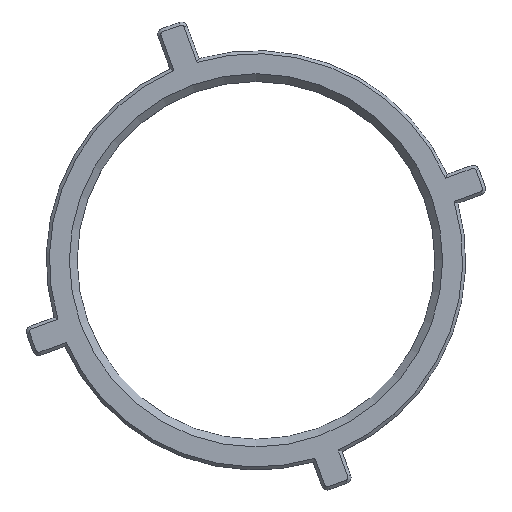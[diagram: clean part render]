
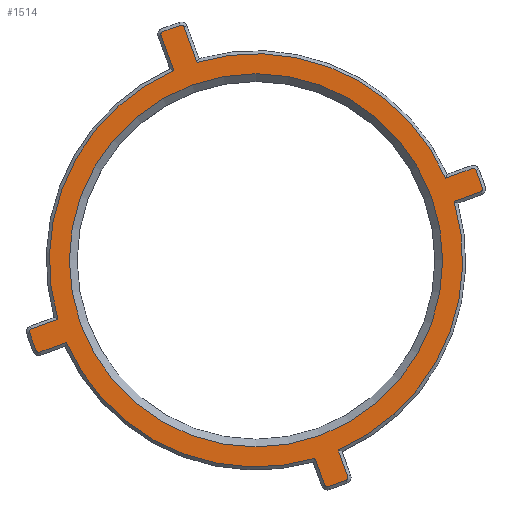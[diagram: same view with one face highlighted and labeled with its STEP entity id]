
A CAD part, top view. The second image highlights one B-rep face of the part: STEP entity #1514.
In plain terms, the highlighted planar face has unit normal (0, 0, 1).
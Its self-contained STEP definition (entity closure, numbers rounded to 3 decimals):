
#85=PLANE('',#1678);
#171=CIRCLE('',#1679,30.25);
#172=CIRCLE('',#1680,33.5);
#173=CIRCLE('',#1681,0.5);
#174=CIRCLE('',#1682,0.5);
#175=CIRCLE('',#1683,33.5);
#176=CIRCLE('',#1684,0.5);
#177=CIRCLE('',#1685,0.5);
#178=CIRCLE('',#1686,33.5);
#179=CIRCLE('',#1687,0.5);
#180=CIRCLE('',#1688,0.5);
#181=CIRCLE('',#1689,33.5);
#182=CIRCLE('',#1690,0.5);
#183=CIRCLE('',#1691,0.5);
#337=ORIENTED_EDGE('',*,*,#735,.T.);
#338=ORIENTED_EDGE('',*,*,#736,.T.);
#339=ORIENTED_EDGE('',*,*,#737,.T.);
#340=ORIENTED_EDGE('',*,*,#738,.T.);
#341=ORIENTED_EDGE('',*,*,#739,.T.);
#342=ORIENTED_EDGE('',*,*,#740,.T.);
#343=ORIENTED_EDGE('',*,*,#741,.T.);
#344=ORIENTED_EDGE('',*,*,#742,.T.);
#345=ORIENTED_EDGE('',*,*,#743,.T.);
#346=ORIENTED_EDGE('',*,*,#744,.T.);
#347=ORIENTED_EDGE('',*,*,#745,.T.);
#348=ORIENTED_EDGE('',*,*,#746,.T.);
#349=ORIENTED_EDGE('',*,*,#747,.T.);
#350=ORIENTED_EDGE('',*,*,#748,.T.);
#351=ORIENTED_EDGE('',*,*,#749,.T.);
#352=ORIENTED_EDGE('',*,*,#750,.T.);
#353=ORIENTED_EDGE('',*,*,#751,.T.);
#354=ORIENTED_EDGE('',*,*,#752,.T.);
#355=ORIENTED_EDGE('',*,*,#753,.T.);
#356=ORIENTED_EDGE('',*,*,#754,.T.);
#357=ORIENTED_EDGE('',*,*,#755,.T.);
#358=ORIENTED_EDGE('',*,*,#756,.T.);
#359=ORIENTED_EDGE('',*,*,#757,.T.);
#360=ORIENTED_EDGE('',*,*,#758,.T.);
#361=ORIENTED_EDGE('',*,*,#759,.T.);
#735=EDGE_CURVE('',#941,#941,#171,.T.);
#736=EDGE_CURVE('',#942,#943,#1038,.F.);
#737=EDGE_CURVE('',#943,#944,#172,.F.);
#738=EDGE_CURVE('',#944,#945,#1039,.F.);
#739=EDGE_CURVE('',#945,#946,#173,.F.);
#740=EDGE_CURVE('',#946,#947,#1040,.F.);
#741=EDGE_CURVE('',#947,#948,#174,.F.);
#742=EDGE_CURVE('',#948,#949,#1041,.F.);
#743=EDGE_CURVE('',#949,#950,#175,.F.);
#744=EDGE_CURVE('',#950,#951,#1042,.F.);
#745=EDGE_CURVE('',#951,#952,#176,.F.);
#746=EDGE_CURVE('',#952,#953,#1043,.F.);
#747=EDGE_CURVE('',#953,#954,#177,.F.);
#748=EDGE_CURVE('',#954,#955,#1044,.F.);
#749=EDGE_CURVE('',#955,#956,#178,.F.);
#750=EDGE_CURVE('',#956,#957,#1045,.F.);
#751=EDGE_CURVE('',#957,#958,#179,.F.);
#752=EDGE_CURVE('',#958,#959,#1046,.F.);
#753=EDGE_CURVE('',#959,#960,#180,.F.);
#754=EDGE_CURVE('',#960,#961,#1047,.F.);
#755=EDGE_CURVE('',#961,#962,#181,.F.);
#756=EDGE_CURVE('',#962,#963,#1048,.F.);
#757=EDGE_CURVE('',#963,#964,#182,.F.);
#758=EDGE_CURVE('',#964,#965,#1049,.F.);
#759=EDGE_CURVE('',#965,#942,#183,.F.);
#941=VERTEX_POINT('',#2475);
#942=VERTEX_POINT('',#2477);
#943=VERTEX_POINT('',#2478);
#944=VERTEX_POINT('',#2480);
#945=VERTEX_POINT('',#2482);
#946=VERTEX_POINT('',#2484);
#947=VERTEX_POINT('',#2486);
#948=VERTEX_POINT('',#2488);
#949=VERTEX_POINT('',#2490);
#950=VERTEX_POINT('',#2492);
#951=VERTEX_POINT('',#2494);
#952=VERTEX_POINT('',#2496);
#953=VERTEX_POINT('',#2498);
#954=VERTEX_POINT('',#2500);
#955=VERTEX_POINT('',#2502);
#956=VERTEX_POINT('',#2504);
#957=VERTEX_POINT('',#2506);
#958=VERTEX_POINT('',#2508);
#959=VERTEX_POINT('',#2510);
#960=VERTEX_POINT('',#2512);
#961=VERTEX_POINT('',#2514);
#962=VERTEX_POINT('',#2516);
#963=VERTEX_POINT('',#2518);
#964=VERTEX_POINT('',#2520);
#965=VERTEX_POINT('',#2522);
#1038=LINE('',#2476,#1154);
#1039=LINE('',#2481,#1155);
#1040=LINE('',#2485,#1156);
#1041=LINE('',#2489,#1157);
#1042=LINE('',#2493,#1158);
#1043=LINE('',#2497,#1159);
#1044=LINE('',#2501,#1160);
#1045=LINE('',#2505,#1161);
#1046=LINE('',#2509,#1162);
#1047=LINE('',#2513,#1163);
#1048=LINE('',#2517,#1164);
#1049=LINE('',#2521,#1165);
#1154=VECTOR('',#1968,1000.);
#1155=VECTOR('',#1971,1000.);
#1156=VECTOR('',#1974,1000.);
#1157=VECTOR('',#1977,1000.);
#1158=VECTOR('',#1980,1000.);
#1159=VECTOR('',#1983,1000.);
#1160=VECTOR('',#1986,1000.);
#1161=VECTOR('',#1989,1000.);
#1162=VECTOR('',#1992,1000.);
#1163=VECTOR('',#1995,1000.);
#1164=VECTOR('',#1998,1000.);
#1165=VECTOR('',#2001,1000.);
#1276=EDGE_LOOP('',(#337));
#1277=EDGE_LOOP('',(#338,#339,#340,#341,#342,#343,#344,#345,#346,#347,#348,
#349,#350,#351,#352,#353,#354,#355,#356,#357,#358,#359,#360,#361));
#1386=FACE_BOUND('',#1276,.T.);
#1387=FACE_BOUND('',#1277,.T.);
#1514=ADVANCED_FACE('',(#1386,#1387),#85,.F.);
#1678=AXIS2_PLACEMENT_3D('',#2473,#1964,#1965);
#1679=AXIS2_PLACEMENT_3D('',#2474,#1966,#1967);
#1680=AXIS2_PLACEMENT_3D('',#2479,#1969,#1970);
#1681=AXIS2_PLACEMENT_3D('',#2483,#1972,#1973);
#1682=AXIS2_PLACEMENT_3D('',#2487,#1975,#1976);
#1683=AXIS2_PLACEMENT_3D('',#2491,#1978,#1979);
#1684=AXIS2_PLACEMENT_3D('',#2495,#1981,#1982);
#1685=AXIS2_PLACEMENT_3D('',#2499,#1984,#1985);
#1686=AXIS2_PLACEMENT_3D('',#2503,#1987,#1988);
#1687=AXIS2_PLACEMENT_3D('',#2507,#1990,#1991);
#1688=AXIS2_PLACEMENT_3D('',#2511,#1993,#1994);
#1689=AXIS2_PLACEMENT_3D('',#2515,#1996,#1997);
#1690=AXIS2_PLACEMENT_3D('',#2519,#1999,#2000);
#1691=AXIS2_PLACEMENT_3D('',#2523,#2002,#2003);
#1964=DIRECTION('',(0.,0.,-1.));
#1965=DIRECTION('',(0.,1.,0.));
#1966=DIRECTION('',(0.,0.,-1.));
#1967=DIRECTION('',(0.,1.,0.));
#1968=DIRECTION('',(-0.342,0.94,0.));
#1969=DIRECTION('',(0.,0.,-1.));
#1970=DIRECTION('',(0.,1.,0.));
#1971=DIRECTION('',(0.94,0.342,0.));
#1972=DIRECTION('',(0.,0.,-1.));
#1973=DIRECTION('',(0.,1.,0.));
#1974=DIRECTION('',(-0.342,0.94,0.));
#1975=DIRECTION('',(0.,0.,-1.));
#1976=DIRECTION('',(0.,1.,0.));
#1977=DIRECTION('',(-0.94,-0.342,0.));
#1978=DIRECTION('',(0.,0.,-1.));
#1979=DIRECTION('',(0.,1.,0.));
#1980=DIRECTION('',(-0.342,0.94,0.));
#1981=DIRECTION('',(0.,0.,-1.));
#1982=DIRECTION('',(0.,1.,0.));
#1983=DIRECTION('',(-0.94,-0.342,0.));
#1984=DIRECTION('',(0.,0.,-1.));
#1985=DIRECTION('',(0.,1.,0.));
#1986=DIRECTION('',(0.342,-0.94,0.));
#1987=DIRECTION('',(0.,0.,-1.));
#1988=DIRECTION('',(0.,1.,0.));
#1989=DIRECTION('',(-0.94,-0.342,0.));
#1990=DIRECTION('',(0.,0.,-1.));
#1991=DIRECTION('',(0.,1.,0.));
#1992=DIRECTION('',(0.342,-0.94,0.));
#1993=DIRECTION('',(0.,0.,-1.));
#1994=DIRECTION('',(0.,1.,0.));
#1995=DIRECTION('',(0.94,0.342,0.));
#1996=DIRECTION('',(0.,0.,-1.));
#1997=DIRECTION('',(0.,1.,0.));
#1998=DIRECTION('',(0.342,-0.94,0.));
#1999=DIRECTION('',(0.,0.,-1.));
#2000=DIRECTION('',(0.,1.,0.));
#2001=DIRECTION('',(0.94,0.342,0.));
#2002=DIRECTION('',(0.,0.,-1.));
#2003=DIRECTION('',(0.,1.,0.));
#2473=CARTESIAN_POINT('',(0.,0.,3.));
#2474=CARTESIAN_POINT('',(0.,0.,3.));
#2475=CARTESIAN_POINT('',(0.,30.25,3.));
#2476=CARTESIAN_POINT('',(-13.477,31.179,3.));
#2477=CARTESIAN_POINT('',(-15.389,36.434,3.));
#2478=CARTESIAN_POINT('',(-13.317,30.74,3.));
#2479=CARTESIAN_POINT('',(0.,0.,3.));
#2480=CARTESIAN_POINT('',(-32.108,-9.558,3.));
#2481=CARTESIAN_POINT('',(-0.684,1.879,3.));
#2482=CARTESIAN_POINT('',(-36.392,-11.117,3.));
#2483=CARTESIAN_POINT('',(-36.221,-11.587,3.));
#2484=CARTESIAN_POINT('',(-36.691,-11.758,3.));
#2485=CARTESIAN_POINT('',(-35.323,-15.517,3.));
#2486=CARTESIAN_POINT('',(-35.665,-14.577,3.));
#2487=CARTESIAN_POINT('',(-35.195,-14.406,3.));
#2488=CARTESIAN_POINT('',(-35.024,-14.876,3.));
#2489=CARTESIAN_POINT('',(-31.179,-13.477,3.));
#2490=CARTESIAN_POINT('',(-30.74,-13.317,3.));
#2491=CARTESIAN_POINT('',(0.,0.,3.));
#2492=CARTESIAN_POINT('',(9.558,-32.108,3.));
#2493=CARTESIAN_POINT('',(-1.879,-0.684,3.));
#2494=CARTESIAN_POINT('',(11.117,-36.392,3.));
#2495=CARTESIAN_POINT('',(11.587,-36.221,3.));
#2496=CARTESIAN_POINT('',(11.758,-36.691,3.));
#2497=CARTESIAN_POINT('',(13.168,-36.178,3.));
#2498=CARTESIAN_POINT('',(14.577,-35.665,3.));
#2499=CARTESIAN_POINT('',(14.406,-35.195,3.));
#2500=CARTESIAN_POINT('',(14.876,-35.024,3.));
#2501=CARTESIAN_POINT('',(13.477,-31.179,3.));
#2502=CARTESIAN_POINT('',(13.317,-30.74,3.));
#2503=CARTESIAN_POINT('',(0.,0.,3.));
#2504=CARTESIAN_POINT('',(32.108,9.558,3.));
#2505=CARTESIAN_POINT('',(0.684,-1.879,3.));
#2506=CARTESIAN_POINT('',(36.392,11.117,3.));
#2507=CARTESIAN_POINT('',(36.221,11.587,3.));
#2508=CARTESIAN_POINT('',(36.691,11.758,3.));
#2509=CARTESIAN_POINT('',(36.178,13.168,3.));
#2510=CARTESIAN_POINT('',(35.665,14.577,3.));
#2511=CARTESIAN_POINT('',(35.195,14.406,3.));
#2512=CARTESIAN_POINT('',(35.024,14.876,3.));
#2513=CARTESIAN_POINT('',(31.179,13.477,3.));
#2514=CARTESIAN_POINT('',(30.74,13.317,3.));
#2515=CARTESIAN_POINT('',(0.,0.,3.));
#2516=CARTESIAN_POINT('',(-9.558,32.108,3.));
#2517=CARTESIAN_POINT('',(1.879,0.684,3.));
#2518=CARTESIAN_POINT('',(-11.63,37.802,3.));
#2519=CARTESIAN_POINT('',(-12.1,37.631,3.));
#2520=CARTESIAN_POINT('',(-12.271,38.101,3.));
#2521=CARTESIAN_POINT('',(-13.681,37.588,3.));
#2522=CARTESIAN_POINT('',(-15.09,37.075,3.));
#2523=CARTESIAN_POINT('',(-14.919,36.605,3.));
